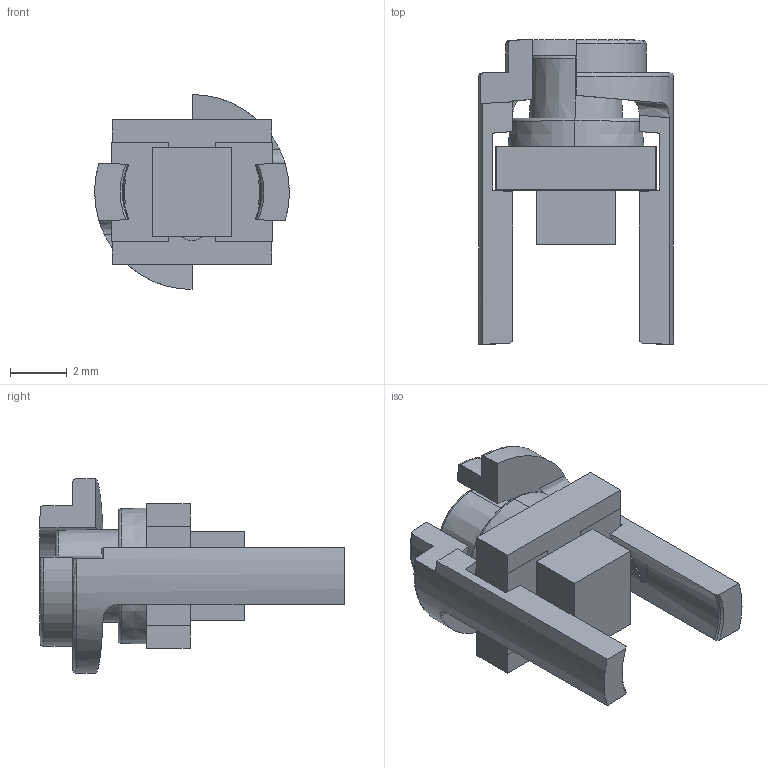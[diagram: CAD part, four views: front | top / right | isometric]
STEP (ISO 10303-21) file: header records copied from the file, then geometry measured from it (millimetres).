
FILE_DESCRIPTION (( 'STEP AP214' ), '1' );
FILE_NAME ('BuildUponsLEDAssemV2.STEP', '2017-04-04T20:32:47', ( 'Jason' ), ( '' ), 'SwSTEP 2.0', 'SolidWorks 2013', '' );
FILE_SCHEMA (( 'AUTOMOTIVE_DESIGN' ));
Length unit declared in the file: inch
Products named in the file (7): CircuitModel; 0603 Resistor; PLCC4 LED; Build Upons LED Brick PCB; LEDBrickSpacer; BuildUponsLEDBrickMetalV3; BuildUponsLEDAssemV2
Assembly tree (7 placements, depth 3):
  BuildUponsLEDAssemV2
    BuildUponsLEDBrickMetalV3  x2
    LEDBrickSpacer
    CircuitModel
      Build Upons LED Brick PCB
      PLCC4 LED
      0603 Resistor
Bounding box: 6.85 x 10.7 x 6.85 mm (x, y, z)
Volume: 143.2 mm3; surface area: 401.4 mm2
Topology: 6 solids, 6 shells, 163 faces, 410 edges, 266 vertices
Faces by surface type: plane 83, bspline 32, cylinder 18, torus 16, cone 14
Entity records: 4493 total; most frequent: CARTESIAN_POINT 1142, ORIENTED_EDGE 592, DIRECTION 533, EDGE_CURVE 296, VERTEX_POINT 190, AXIS2_PLACEMENT_3D 180, LINE 173, VECTOR 173
